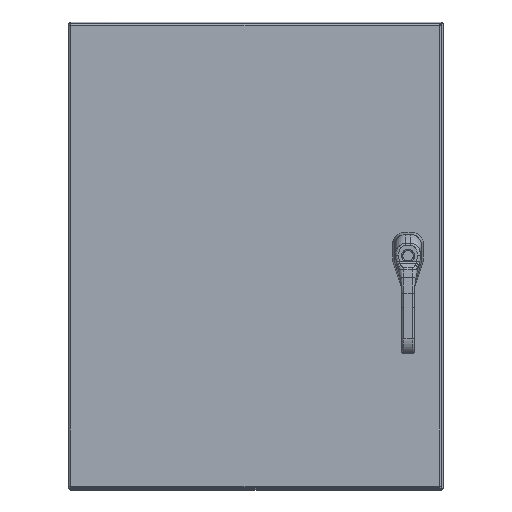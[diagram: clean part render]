
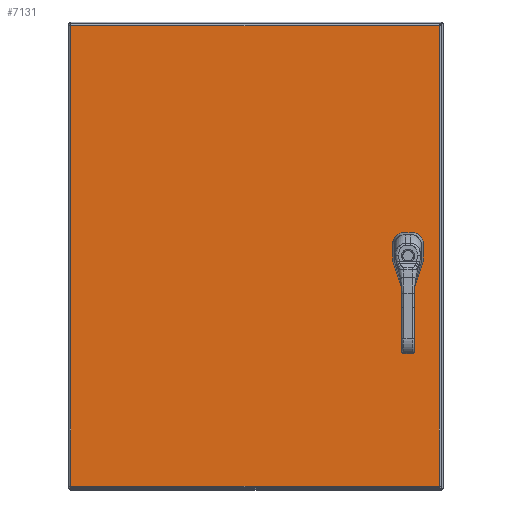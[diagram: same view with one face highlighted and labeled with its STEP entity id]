
A CAD part, top view. The second image highlights one B-rep face of the part: STEP entity #7131.
In plain terms, the highlighted face is planar.
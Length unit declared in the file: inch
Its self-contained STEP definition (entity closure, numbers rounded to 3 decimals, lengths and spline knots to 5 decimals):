
#5454=CARTESIAN_POINT('',(2.33762,15.275,0.0));
#5455=VERTEX_POINT('',#5454);
#5462=CARTESIAN_POINT('',(2.525,15.08762,0.0));
#5463=VERTEX_POINT('',#5462);
#5464=CARTESIAN_POINT('',(2.125,14.875,0.0));
#5465=DIRECTION('',(0.0,0.0,1.0));
#5466=DIRECTION('',(-0.469,-0.883,0.0));
#5467=AXIS2_PLACEMENT_3D('',#5464,#5465,#5466);
#5468=CIRCLE('',#5467,0.453);
#5469=EDGE_CURVE('',#5463,#5455,#5468,.T.);
#5494=CARTESIAN_POINT('',(2.525,14.66238,0.0));
#5495=VERTEX_POINT('',#5494);
#5496=CARTESIAN_POINT('',(2.525,14.66238,0.0));
#5497=DIRECTION('',(0.0,1.0,0.0));
#5498=VECTOR('',#5497,0.42525);
#5499=LINE('',#5496,#5498);
#5500=EDGE_CURVE('',#5495,#5463,#5499,.T.);
#5526=CARTESIAN_POINT('',(2.33762,14.475,0.0));
#5527=VERTEX_POINT('',#5526);
#5528=CARTESIAN_POINT('',(2.125,14.875,0.0));
#5529=DIRECTION('',(0.0,0.0,1.0));
#5530=DIRECTION('',(-0.883,0.469,0.0));
#5531=AXIS2_PLACEMENT_3D('',#5528,#5529,#5530);
#5532=CIRCLE('',#5531,0.453);
#5533=EDGE_CURVE('',#5527,#5495,#5532,.T.);
#5558=CARTESIAN_POINT('',(1.91238,14.475,0.0));
#5559=VERTEX_POINT('',#5558);
#5560=CARTESIAN_POINT('',(1.91238,14.475,0.0));
#5561=DIRECTION('',(1.0,0.0,0.0));
#5562=VECTOR('',#5561,0.42525);
#5563=LINE('',#5560,#5562);
#5564=EDGE_CURVE('',#5559,#5527,#5563,.T.);
#5590=CARTESIAN_POINT('',(1.725,14.66238,0.0));
#5591=VERTEX_POINT('',#5590);
#5592=CARTESIAN_POINT('',(2.125,14.875,0.0));
#5593=DIRECTION('',(0.0,0.0,1.0));
#5594=DIRECTION('',(0.469,0.883,0.0));
#5595=AXIS2_PLACEMENT_3D('',#5592,#5593,#5594);
#5596=CIRCLE('',#5595,0.453);
#5597=EDGE_CURVE('',#5591,#5559,#5596,.T.);
#5622=CARTESIAN_POINT('',(1.725,15.08762,0.0));
#5623=VERTEX_POINT('',#5622);
#5624=CARTESIAN_POINT('',(1.725,15.08762,0.0));
#5625=DIRECTION('',(0.0,-1.0,0.0));
#5626=VECTOR('',#5625,0.42525);
#5627=LINE('',#5624,#5626);
#5628=EDGE_CURVE('',#5623,#5591,#5627,.T.);
#5654=CARTESIAN_POINT('',(1.91238,15.275,0.0));
#5655=VERTEX_POINT('',#5654);
#5656=CARTESIAN_POINT('',(2.125,14.875,0.0));
#5657=DIRECTION('',(0.0,0.0,1.0));
#5658=DIRECTION('',(0.883,-0.469,0.0));
#5659=AXIS2_PLACEMENT_3D('',#5656,#5657,#5658);
#5660=CIRCLE('',#5659,0.453);
#5661=EDGE_CURVE('',#5655,#5623,#5660,.T.);
#5684=CARTESIAN_POINT('',(2.33762,15.275,0.0));
#5685=DIRECTION('',(-1.0,0.0,0.0));
#5686=VECTOR('',#5685,0.42525);
#5687=LINE('',#5684,#5686);
#5688=EDGE_CURVE('',#5455,#5655,#5687,.T.);
#6139=CARTESIAN_POINT('',(23.76975,0.10525,0.));
#6140=VERTEX_POINT('',#6139);
#6151=CARTESIAN_POINT('',(23.76975,29.64475,0.));
#6152=VERTEX_POINT('',#6151);
#6153=CARTESIAN_POINT('',(23.76975,29.64475,0.0));
#6154=DIRECTION('',(0.0,-1.0,0.0));
#6155=VECTOR('',#6154,29.5395);
#6156=LINE('',#6153,#6155);
#6157=EDGE_CURVE('',#6152,#6140,#6156,.T.);
#6309=CARTESIAN_POINT('',(0.10525,0.10525,0.));
#6310=VERTEX_POINT('',#6309);
#6321=CARTESIAN_POINT('',(23.76975,0.10525,0.0));
#6322=DIRECTION('',(-1.0,0.0,0.0));
#6323=VECTOR('',#6322,23.6645);
#6324=LINE('',#6321,#6323);
#6325=EDGE_CURVE('',#6140,#6310,#6324,.T.);
#6586=CARTESIAN_POINT('',(0.10525,29.64475,0.));
#6587=VERTEX_POINT('',#6586);
#6598=CARTESIAN_POINT('',(0.10525,0.10525,0.0));
#6599=DIRECTION('',(0.0,1.0,0.0));
#6600=VECTOR('',#6599,29.5395);
#6601=LINE('',#6598,#6600);
#6602=EDGE_CURVE('',#6310,#6587,#6601,.T.);
#6867=CARTESIAN_POINT('',(0.10525,29.64475,0.0));
#6868=DIRECTION('',(1.0,0.0,0.0));
#6869=VECTOR('',#6868,23.6645);
#6870=LINE('',#6867,#6869);
#6871=EDGE_CURVE('',#6587,#6152,#6870,.T.);
#7110=CARTESIAN_POINT('',(11.9375,14.875,0.0));
#7111=DIRECTION('',(0.0,0.0,1.0));
#7112=DIRECTION('',(1.0,0.0,0.0));
#7113=AXIS2_PLACEMENT_3D('',#7110,#7111,#7112);
#7114=PLANE('',#7113);
#7115=ORIENTED_EDGE('',*,*,#6157,.T.);
#7116=ORIENTED_EDGE('',*,*,#6325,.T.);
#7117=ORIENTED_EDGE('',*,*,#6602,.T.);
#7118=ORIENTED_EDGE('',*,*,#6871,.T.);
#7119=EDGE_LOOP('',(#7115,#7116,#7117,#7118));
#7120=FACE_OUTER_BOUND('',#7119,.T.);
#7121=ORIENTED_EDGE('',*,*,#5469,.T.);
#7122=ORIENTED_EDGE('',*,*,#5688,.T.);
#7123=ORIENTED_EDGE('',*,*,#5661,.T.);
#7124=ORIENTED_EDGE('',*,*,#5628,.T.);
#7125=ORIENTED_EDGE('',*,*,#5597,.T.);
#7126=ORIENTED_EDGE('',*,*,#5564,.T.);
#7127=ORIENTED_EDGE('',*,*,#5533,.T.);
#7128=ORIENTED_EDGE('',*,*,#5500,.T.);
#7129=EDGE_LOOP('',(#7121,#7122,#7123,#7124,#7125,#7126,#7127,#7128));
#7130=FACE_BOUND('',#7129,.T.);
#7131=ADVANCED_FACE('',(#7120,#7130),#7114,.F.);
